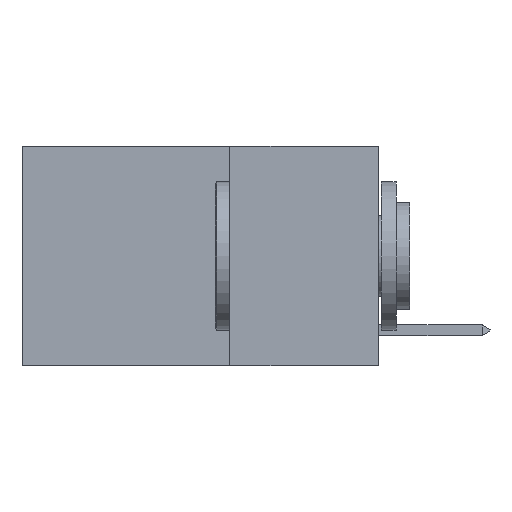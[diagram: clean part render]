
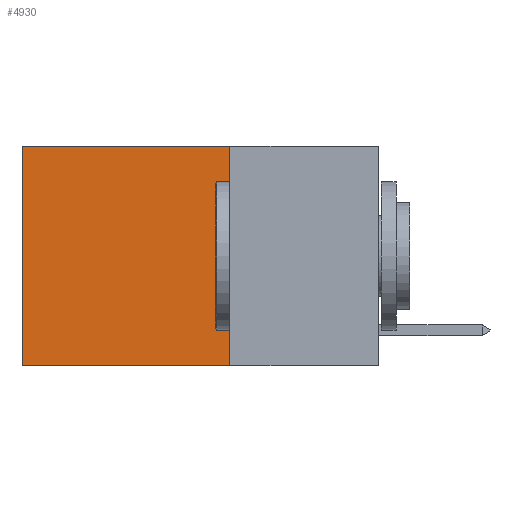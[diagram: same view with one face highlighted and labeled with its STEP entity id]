
A CAD part, left-side view. The second image highlights one B-rep face of the part: STEP entity #4930.
In plain terms, the highlighted planar face has unit normal (-1, 0, 0).
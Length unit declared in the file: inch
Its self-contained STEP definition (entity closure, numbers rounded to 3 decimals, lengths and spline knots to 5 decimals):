
#285 = ORIENTED_EDGE ( 'NONE', *, *, #6257, .F. ) ;
#1993 = CARTESIAN_POINT ( 'NONE',  ( 0.2625, 0.6, 0. ) ) ;
#3471 = VECTOR ( 'NONE', #4389, 39.37008 ) ;
#4389 = DIRECTION ( 'NONE',  ( 0., 0., -1. ) ) ;
#4703 = EDGE_CURVE ( 'NONE', #5845, #7629, #5196, .T. ) ;
#4930 = ADVANCED_FACE ( 'NONE', ( #10927 ), #8387, .F. ) ;
#5196 = LINE ( 'NONE', #12124, #10360 ) ;
#5845 = VERTEX_POINT ( 'NONE', #11781 ) ;
#6147 = ORIENTED_EDGE ( 'NONE', *, *, #16404, .F. ) ;
#6203 = LINE ( 'NONE', #11486, #3471 ) ;
#6257 = EDGE_CURVE ( 'NONE', #15415, #7296, #10293, .T. ) ;
#7095 = CARTESIAN_POINT ( 'NONE',  ( 0.2625, 0.25, 0. ) ) ;
#7296 = VERTEX_POINT ( 'NONE', #8634 ) ;
#7555 = DIRECTION ( 'NONE',  ( 0., 1., 0. ) ) ;
#7629 = VERTEX_POINT ( 'NONE', #15633 ) ;
#8077 = CARTESIAN_POINT ( 'NONE',  ( 0.2625, 0.25, -0.37 ) ) ;
#8387 = PLANE ( 'NONE',  #9789 ) ;
#8524 = EDGE_CURVE ( 'NONE', #7629, #7296, #14486, .T. ) ;
#8634 = CARTESIAN_POINT ( 'NONE',  ( 0.2625, 0.6, -0.37 ) ) ;
#8823 = EDGE_LOOP ( 'NONE', ( #12516, #285, #6147, #10247 ) ) ;
#9789 = AXIS2_PLACEMENT_3D ( 'NONE', #7095, #16505, #13960 ) ;
#10247 = ORIENTED_EDGE ( 'NONE', *, *, #4703, .T. ) ;
#10293 = LINE ( 'NONE', #15864, #13721 ) ;
#10360 = VECTOR ( 'NONE', #14871, 39.37008 ) ;
#10927 = FACE_OUTER_BOUND ( 'NONE', #8823, .T. ) ;
#11486 = CARTESIAN_POINT ( 'NONE',  ( 0.2625, 0.25, 0. ) ) ;
#11781 = CARTESIAN_POINT ( 'NONE',  ( 0.2625, 0.25, 0. ) ) ;
#12124 = CARTESIAN_POINT ( 'NONE',  ( 0.2625, 0.25, 0. ) ) ;
#12516 = ORIENTED_EDGE ( 'NONE', *, *, #8524, .T. ) ;
#12743 = VECTOR ( 'NONE', #12924, 39.37008 ) ;
#12924 = DIRECTION ( 'NONE',  ( 0., 0., -1. ) ) ;
#13721 = VECTOR ( 'NONE', #7555, 39.37008 ) ;
#13960 = DIRECTION ( 'NONE',  ( 0., 0., -1. ) ) ;
#14486 = LINE ( 'NONE', #1993, #12743 ) ;
#14871 = DIRECTION ( 'NONE',  ( 0., 1., 0. ) ) ;
#15415 = VERTEX_POINT ( 'NONE', #8077 ) ;
#15633 = CARTESIAN_POINT ( 'NONE',  ( 0.2625, 0.6, 0. ) ) ;
#15864 = CARTESIAN_POINT ( 'NONE',  ( 0.2625, 0.25, -0.37 ) ) ;
#16404 = EDGE_CURVE ( 'NONE', #5845, #15415, #6203, .T. ) ;
#16505 = DIRECTION ( 'NONE',  ( 1., 0., 0. ) ) ;
